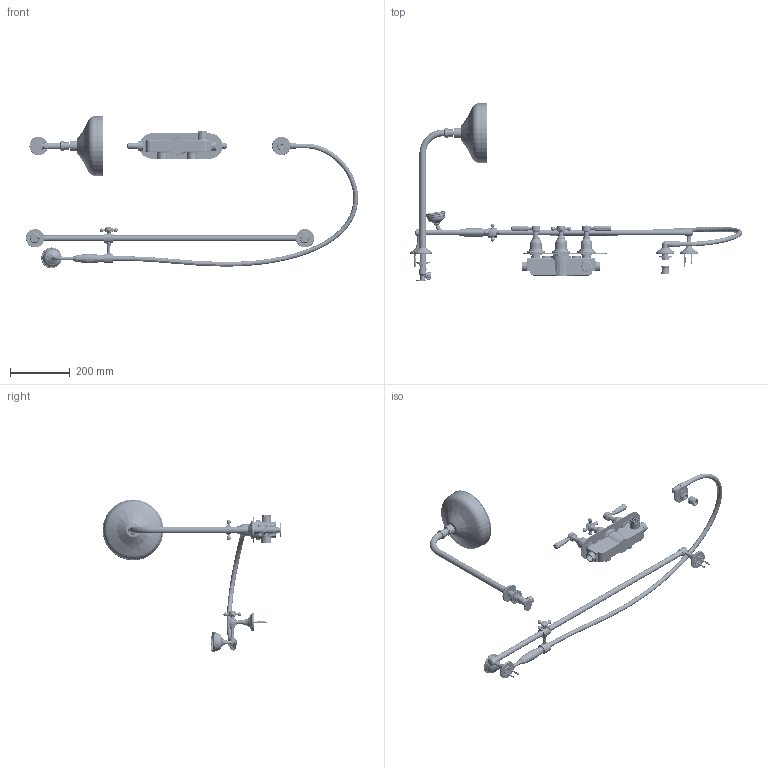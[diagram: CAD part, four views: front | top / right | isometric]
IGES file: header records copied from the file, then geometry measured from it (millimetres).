
Global section: file name: No Iges File Name specified; native system: Autodesk Inventor 2010; preprocessor: AutoDesk Inventor Iges Exporter R2010; author: adaniels; date: 20100723.133705; units: millimetre
Bounding box: 1115.06 x 600 x 512.85 mm (x, y, z)
Volume: 3016163.4 mm3; surface area: 857251.4 mm2
Topology: 120 solids, 121 shells, 6012 faces, 15078 edges, 9586 vertices
Faces by surface type: plane 2378, bspline 1060, revolution 961, cylinder 763, cone 491, torus 309, sphere 50
